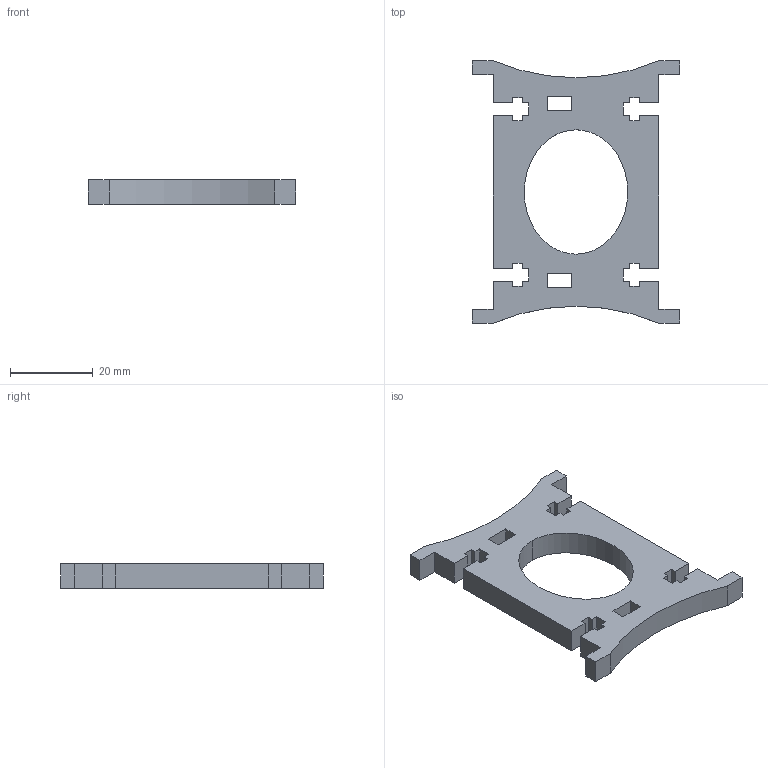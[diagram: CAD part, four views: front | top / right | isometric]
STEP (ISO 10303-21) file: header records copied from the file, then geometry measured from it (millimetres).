
FILE_DESCRIPTION (( 'STEP AP203' ), '1' );
FILE_NAME ('Body_brace.STEP', '2019-05-07T03:54:31', ( '' ), ( '' ), 'SwSTEP 2.0', 'SolidWorks 2017', '' );
FILE_SCHEMA (( 'CONFIG_CONTROL_DESIGN' ));
Length unit declared in the file: millimetre
Products named in the file (1): Body_brace
Bounding box: 50 x 63.38 x 5.85 mm (x, y, z)
Volume: 9492 mm3; surface area: 5947 mm2
Topology: 1 solids, 1 shells, 76 faces, 222 edges, 148 vertices
Faces by surface type: plane 72, bspline 2, cylinder 2
Entity records: 2565 total; most frequent: CARTESIAN_POINT 473, ORIENTED_EDGE 444, DIRECTION 372, EDGE_CURVE 222, LINE 214, VECTOR 214, VERTEX_POINT 148, EDGE_LOOP 82
